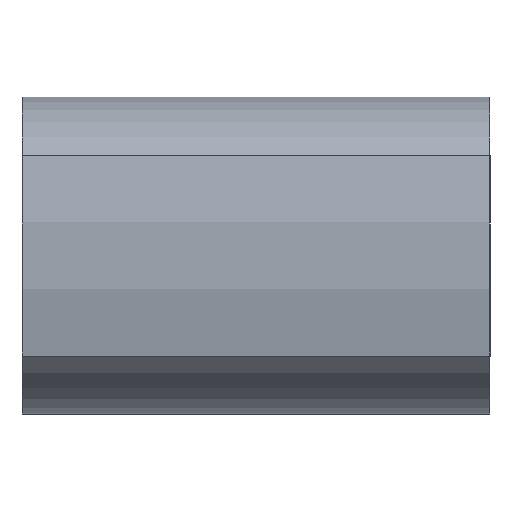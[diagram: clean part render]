
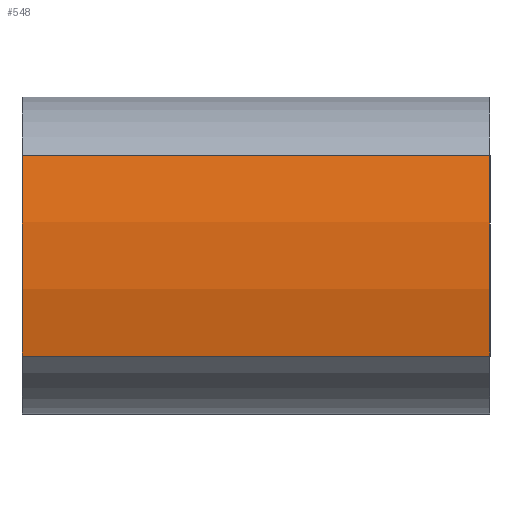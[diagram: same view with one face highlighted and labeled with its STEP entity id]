
A CAD part, left-side view. The second image highlights one B-rep face of the part: STEP entity #548.
In plain terms, the highlighted cylindrical face has radius 75.87 mm (diameter 151.74 mm), a partial arc.
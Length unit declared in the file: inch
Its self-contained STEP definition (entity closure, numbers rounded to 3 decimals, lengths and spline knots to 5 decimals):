
#20 = VERTEX_POINT ( 'NONE', #584 ) ;
#22 = VERTEX_POINT ( 'NONE', #591 ) ;
#25 = VERTEX_POINT ( 'NONE', #582 ) ;
#74 = VERTEX_POINT ( 'NONE', #618 ) ;
#77 = ORIENTED_EDGE ( 'NONE', *, *, #383, .T. ) ;
#79 = ORIENTED_EDGE ( 'NONE', *, *, #396, .F. ) ;
#81 = ORIENTED_EDGE ( 'NONE', *, *, #443, .T. ) ;
#83 = ORIENTED_EDGE ( 'NONE', *, *, #393, .F. ) ;
#102 = EDGE_LOOP ( 'NONE', ( #77, #79, #83, #81 ) ) ;
#159 = CIRCLE ( 'NONE', #433, 2.987 ) ;
#166 = LINE ( 'NONE', #211, #182 ) ;
#176 = CIRCLE ( 'NONE', #431, 2.987 ) ;
#182 = VECTOR ( 'NONE', #257, 39.37008 ) ;
#201 = DIRECTION ( 'NONE',  ( 0., 0., 1. ) ) ;
#211 = CARTESIAN_POINT ( 'NONE',  ( -2.89131, 3.5, 0.51916 ) ) ;
#219 = CARTESIAN_POINT ( 'NONE',  ( -2.89131, 3.5, -0.98084 ) ) ;
#220 = DIRECTION ( 'NONE',  ( 0., -1., 0. ) ) ;
#223 = CARTESIAN_POINT ( 'NONE',  ( 0., 3.5, -0.23084 ) ) ;
#257 = DIRECTION ( 'NONE',  ( 0., -1., 0. ) ) ;
#271 = DIRECTION ( 'NONE',  ( 0., 1., 0. ) ) ;
#316 = CARTESIAN_POINT ( 'NONE',  ( 0., 3.5, -0.23084 ) ) ;
#317 = DIRECTION ( 'NONE',  ( 0., -1., 0. ) ) ;
#323 = DIRECTION ( 'NONE',  ( 0., 0., -1. ) ) ;
#352 = AXIS2_PLACEMENT_3D ( 'NONE', #316, #317, #323 ) ;
#383 = EDGE_CURVE ( 'NONE', #74, #25, #159, .T. ) ;
#393 = EDGE_CURVE ( 'NONE', #20, #22, #176, .T. ) ;
#396 = EDGE_CURVE ( 'NONE', #22, #25, #166, .T. ) ;
#431 = AXIS2_PLACEMENT_3D ( 'NONE', #223, #271, #201 ) ;
#433 = AXIS2_PLACEMENT_3D ( 'NONE', #615, #616, #617 ) ;
#443 = EDGE_CURVE ( 'NONE', #20, #74, #497, .T. ) ;
#497 = LINE ( 'NONE', #219, #513 ) ;
#499 = FACE_OUTER_BOUND ( 'NONE', #102, .T. ) ;
#504 = CYLINDRICAL_SURFACE ( 'NONE', #352, 2.987 ) ;
#513 = VECTOR ( 'NONE', #220, 39.37008 ) ;
#548 = ADVANCED_FACE ( 'NONE', ( #499 ), #504, .T. ) ;
#582 = CARTESIAN_POINT ( 'NONE',  ( -2.89131, 0., 0.51916 ) ) ;
#584 = CARTESIAN_POINT ( 'NONE',  ( -2.89131, 3.5, -0.98084 ) ) ;
#591 = CARTESIAN_POINT ( 'NONE',  ( -2.89131, 3.5, 0.51916 ) ) ;
#615 = CARTESIAN_POINT ( 'NONE',  ( 0., 0., -0.23084 ) ) ;
#616 = DIRECTION ( 'NONE',  ( 0., 1., 0. ) ) ;
#617 = DIRECTION ( 'NONE',  ( 0., 0., 1. ) ) ;
#618 = CARTESIAN_POINT ( 'NONE',  ( -2.89131, 0., -0.98084 ) ) ;
